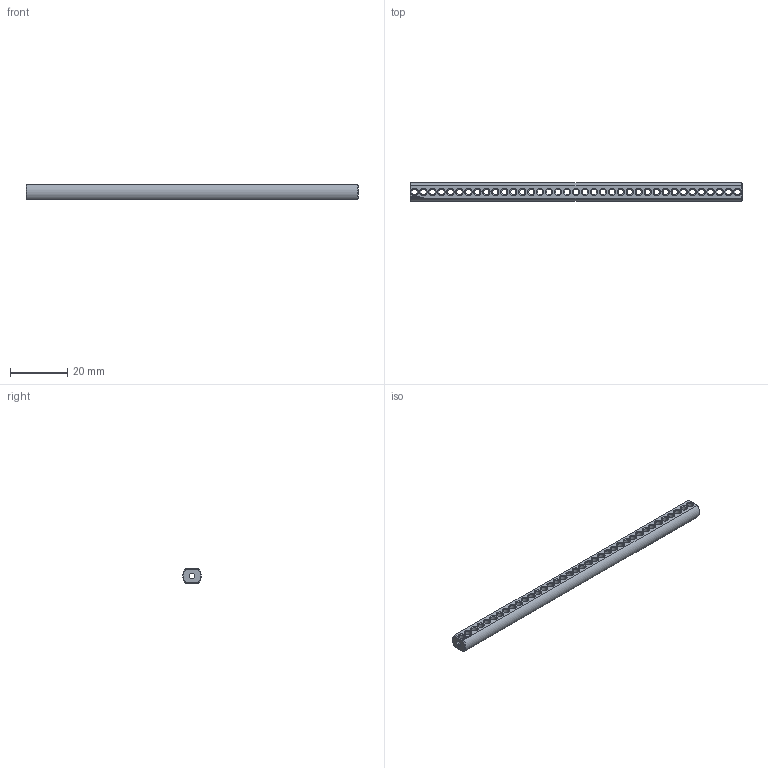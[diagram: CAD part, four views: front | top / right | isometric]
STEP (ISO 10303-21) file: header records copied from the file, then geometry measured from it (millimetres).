
FILE_DESCRIPTION(('FreeCAD Model'),'2;1');
FILE_NAME('Open CASCADE Shape Model','2024-06-18T13:08:49',(''),(''), 'Open CASCADE STEP processor 7.6','FreeCAD','Unknown');
FILE_SCHEMA(('AUTOMOTIVE_DESIGN { 1 0 10303 214 1 1 1 1 }'));
Length unit declared in the file: millimetre
Products named in the file (1): Shaft IDX BU09.25 - SPN-SFT-0157 (stemfie.org)
Bounding box: 115.62 x 6.6 x 5 mm (x, y, z)
Volume: 2638.2 mm3; surface area: 3346 mm2
Topology: 1 solids, 1 shells, 639 faces, 1902 edges, 1216 vertices
Faces by surface type: plane 319, extrusion 128, cylinder 114, cone 78
Full cylindrical faces by diameter (mm): 2 x112
Entity records: 21816 total; most frequent: CARTESIAN_POINT 4526, ORIENTED_EDGE 3804, DIRECTION 3268, EDGE_CURVE 1902, VECTOR 1304, VERTEX_POINT 1216, LINE 1176, AXIS2_PLACEMENT_3D 982
